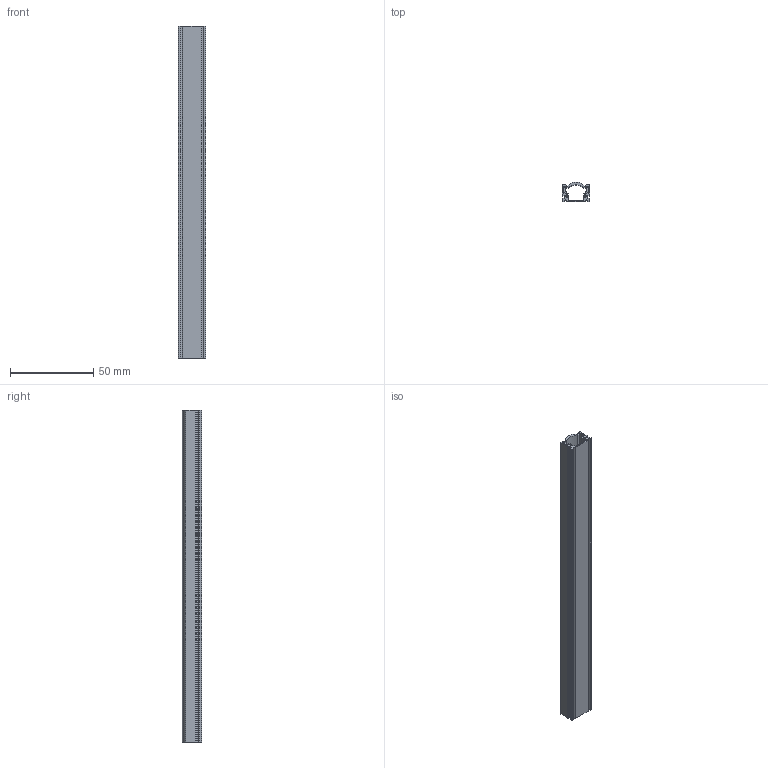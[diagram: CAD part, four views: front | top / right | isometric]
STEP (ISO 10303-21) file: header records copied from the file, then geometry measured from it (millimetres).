
FILE_DESCRIPTION((''),'2;1');
FILE_NAME('AP011_ASM','2020-08-27T',('Administrator'),(''),'PRO/ENGINEER BY PARAMETRIC TECHNOLOGY CORPORATION, 2011310','PRO/ENGINEER BY PARAMETRIC TECHNOLOGY CORPORATION, 2011310','');
FILE_SCHEMA(('AUTOMOTIVE_DESIGN_CC2 { 1 2 10303 214 -1 1 5 2 }'));
Length unit declared in the file: millimetre
Products named in the file (3): AP011-BASE; AP011-DIFFUSE; AP011_ASM
Assembly tree (2 placements, depth 2):
  AP011_ASM
    AP011-BASE
    AP011-DIFFUSE
Bounding box: 16.5 x 11.5 x 200 mm (x, y, z)
Volume: 13532.1 mm3; surface area: 26942.2 mm2
Topology: 2 solids, 2 shells, 90 faces, 258 edges, 172 vertices
Faces by surface type: plane 48, cylinder 42
Entity records: 3815 total; most frequent: DIRECTION 532, CARTESIAN_POINT 525, ORIENTED_EDGE 516, PRESENTATION_STYLE_ASSIGNMENT 260, STYLED_ITEM 260, CURVE_STYLE 258, EDGE_CURVE 258, AXIS2_PLACEMENT_3D 179
